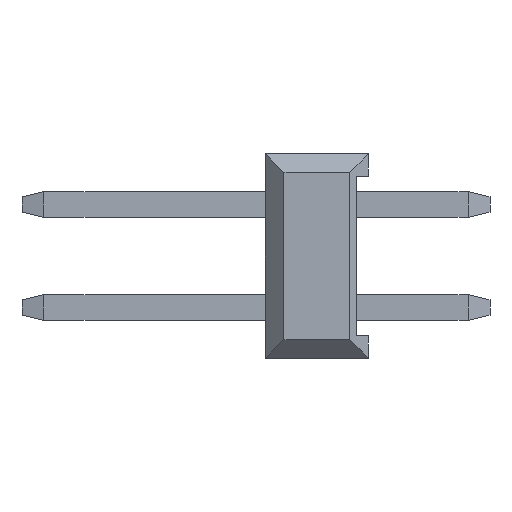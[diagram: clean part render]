
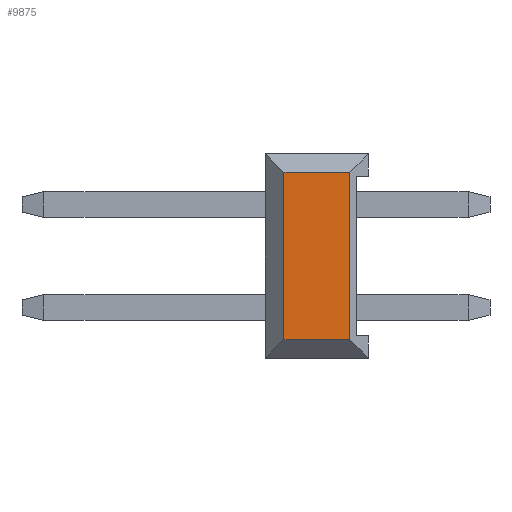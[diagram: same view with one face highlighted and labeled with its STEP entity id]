
A CAD part, left-side view. The second image highlights one B-rep face of the part: STEP entity #9875.
In plain terms, the highlighted planar face has unit normal (-1, 0, 0).
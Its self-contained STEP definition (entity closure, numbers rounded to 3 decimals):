
#752 = FACE_OUTER_BOUND ( 'NONE', #6840, .T. ) ;
#944 = AXIS2_PLACEMENT_3D ( 'NONE', #2744, #2745, #2746 ) ;
#2195 = VECTOR ( 'NONE', #11950, 1000. ) ;
#2292 = VECTOR ( 'NONE', #12241, 1000. ) ;
#2294 = VECTOR ( 'NONE', #12247, 1000. ) ;
#2295 = VECTOR ( 'NONE', #12250, 1000. ) ;
#2548 = PLANE ( 'NONE',  #944 ) ;
#2744 = CARTESIAN_POINT ( 'NONE',  ( -1.27, 2.54, 0.79 ) ) ;
#2745 = DIRECTION ( 'NONE',  ( 1., 0., 0. ) ) ;
#2746 = DIRECTION ( 'NONE',  ( 0., 0., -1. ) ) ;
#6840 = EDGE_LOOP ( 'NONE', ( #9155, #8216, #9154, #8213 ) ) ;
#8213 = ORIENTED_EDGE ( 'NONE', *, *, #11333, .T. ) ;
#8216 = ORIENTED_EDGE ( 'NONE', *, *, #12444, .F. ) ;
#8540 = VERTEX_POINT ( 'NONE', #10405 ) ;
#8585 = VERTEX_POINT ( 'NONE', #10451 ) ;
#8707 = VERTEX_POINT ( 'NONE', #10575 ) ;
#8810 = VERTEX_POINT ( 'NONE', #10678 ) ;
#9154 = ORIENTED_EDGE ( 'NONE', *, *, #12442, .T. ) ;
#9155 = ORIENTED_EDGE ( 'NONE', *, *, #12445, .F. ) ;
#9875 = ADVANCED_FACE ( 'NONE', ( #752 ), #2548, .F. ) ;
#10405 = CARTESIAN_POINT ( 'NONE',  ( -1.27, 0.46, -3.33 ) ) ;
#10451 = CARTESIAN_POINT ( 'NONE',  ( -1.27, 2.08, 0.79 ) ) ;
#10575 = CARTESIAN_POINT ( 'NONE',  ( -1.27, 0.46, 0.79 ) ) ;
#10678 = CARTESIAN_POINT ( 'NONE',  ( -1.27, 2.08, -3.33 ) ) ;
#11333 = EDGE_CURVE ( 'NONE', #8540, #8707, #11948, .T. ) ;
#11948 = LINE ( 'NONE', #11949, #2195 ) ;
#11949 = CARTESIAN_POINT ( 'NONE',  ( -1.27, 0.46, -3.81 ) ) ;
#11950 = DIRECTION ( 'NONE',  ( 0., 0., 1. ) ) ;
#12239 = LINE ( 'NONE', #12240, #2292 ) ;
#12240 = CARTESIAN_POINT ( 'NONE',  ( -1.27, 2.54, -3.33 ) ) ;
#12241 = DIRECTION ( 'NONE',  ( 0., -1., 0. ) ) ;
#12245 = LINE ( 'NONE', #12246, #2294 ) ;
#12246 = CARTESIAN_POINT ( 'NONE',  ( -1.27, 2.08, -3.81 ) ) ;
#12247 = DIRECTION ( 'NONE',  ( 0., 0., 1. ) ) ;
#12248 = LINE ( 'NONE', #12249, #2295 ) ;
#12249 = CARTESIAN_POINT ( 'NONE',  ( -1.27, 2.54, 0.79 ) ) ;
#12250 = DIRECTION ( 'NONE',  ( 0., -1., 0. ) ) ;
#12442 = EDGE_CURVE ( 'NONE', #8810, #8540, #12239, .T. ) ;
#12444 = EDGE_CURVE ( 'NONE', #8810, #8585, #12245, .T. ) ;
#12445 = EDGE_CURVE ( 'NONE', #8585, #8707, #12248, .T. ) ;
